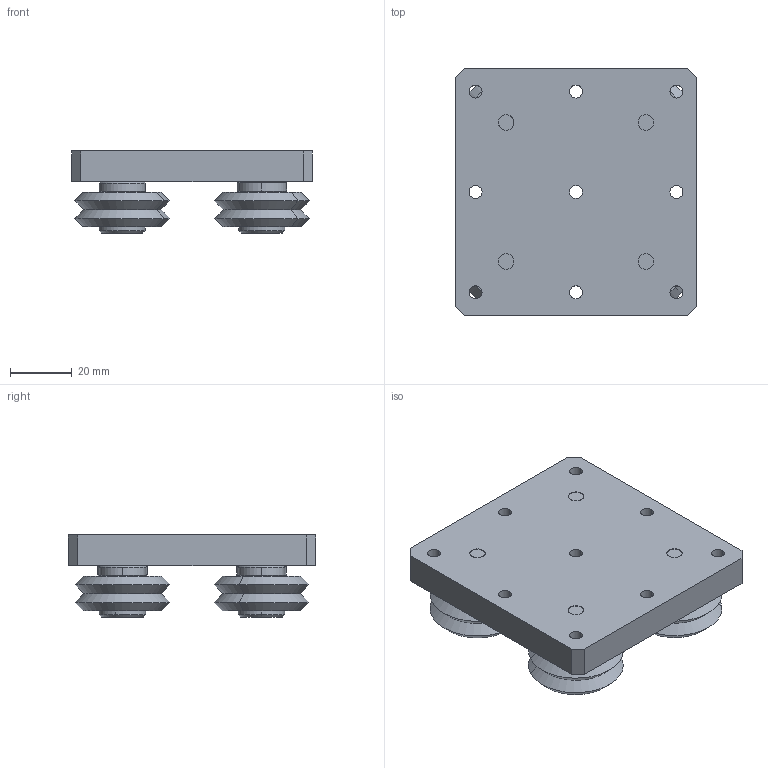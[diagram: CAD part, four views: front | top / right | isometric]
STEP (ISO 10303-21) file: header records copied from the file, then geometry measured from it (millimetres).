
FILE_DESCRIPTION (( 'STEP AP214' ), '1' );
FILE_NAME ('LWS-02-080.STEP', '2022-12-17T11:02:08', ( '' ), ( '' ), 'SwSTEP 2.0', 'SolidWorks 2020', '' );
FILE_SCHEMA (( 'AUTOMOTIVE_DESIGN' ));
Length unit declared in the file: millimetre
Products named in the file (1): LWS-02-080
Bounding box: 78 x 80 x 26.6 mm (x, y, z)
Volume: 87382.2 mm3; surface area: 38875.4 mm2
Topology: 19 solids, 23 shells, 431 faces, 908 edges, 556 vertices
Faces by surface type: cylinder 162, plane 121, cone 104, torus 44
Entity records: 16647 total; most frequent: DIRECTION 2288, CARTESIAN_POINT 1896, ORIENTED_EDGE 1816, AXIS2_PLACEMENT_3D 948, EDGE_CURVE 908, VERTEX_POINT 556, EDGE_LOOP 526, CIRCLE 516
